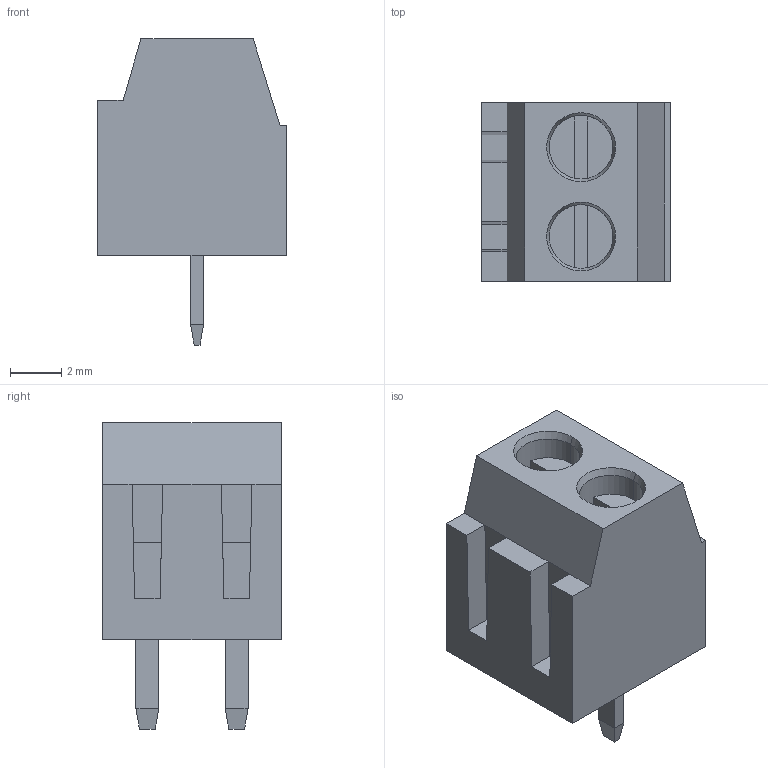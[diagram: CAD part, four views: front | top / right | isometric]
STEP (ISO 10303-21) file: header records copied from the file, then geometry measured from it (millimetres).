
FILE_DESCRIPTION (( 'STEP AP214' ), '1' );
FILE_NAME ('Terminal_block_3.5mm_3P.step', '2021-01-24T13:51:12', ( '' ), ( '' ), 'SwSTEP 2.0', 'SolidWorks 2018', '' );
FILE_SCHEMA (( 'AUTOMOTIVE_DESIGN' ));
Length unit declared in the file: millimetre
Products named in the file (1): Terminal_block_3.5mm_3P
Bounding box: 7.4 x 7 x 12 mm (x, y, z)
Volume: 314.8 mm3; surface area: 805.9 mm2
Topology: 3 solids, 3 shells, 116 faces, 290 edges, 184 vertices
Faces by surface type: plane 104, cylinder 8, cone 4
Entity records: 3462 total; most frequent: CARTESIAN_POINT 615, ORIENTED_EDGE 580, DIRECTION 544, EDGE_CURVE 290, VECTOR 254, LINE 254, VERTEX_POINT 184, AXIS2_PLACEMENT_3D 145
